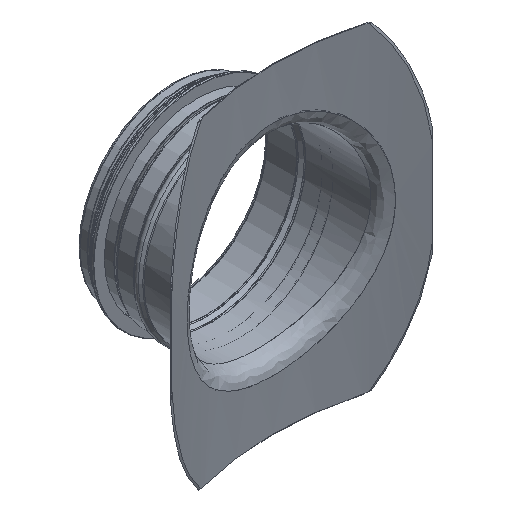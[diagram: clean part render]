
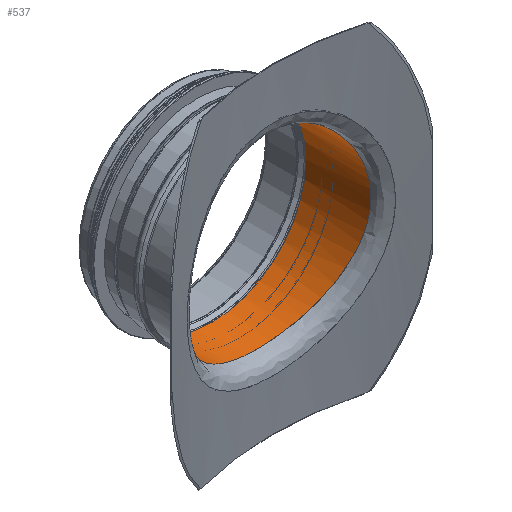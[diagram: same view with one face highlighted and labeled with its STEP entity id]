
A CAD part, isometric view. The second image highlights one B-rep face of the part: STEP entity #537.
In plain terms, the highlighted cylindrical face has radius 61.025 mm (diameter 122.05 mm), a full revolution.
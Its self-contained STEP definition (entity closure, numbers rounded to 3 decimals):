
#266=CARTESIAN_POINT('',(-61.025,195.923,0.0));
#267=VERTEX_POINT('',#266);
#275=CARTESIAN_POINT('',(-61.025,195.923,0.));
#276=CARTESIAN_POINT('',(-61.025,195.923,4.599));
#277=CARTESIAN_POINT('',(-59.977,196.372,13.797));
#278=CARTESIAN_POINT('',(-53.861,198.839,31.158));
#279=CARTESIAN_POINT('',(-41.321,203.167,46.837));
#280=CARTESIAN_POINT('',(-22.771,207.037,57.605));
#281=CARTESIAN_POINT('',(-4.676,208.707,61.786));
#282=CARTESIAN_POINT('',(13.903,208.131,60.374));
#283=CARTESIAN_POINT('',(31.084,205.524,53.568));
#284=CARTESIAN_POINT('',(45.389,201.776,42.128));
#285=CARTESIAN_POINT('',(54.013,198.736,29.52));
#286=CARTESIAN_POINT('',(59.624,196.528,15.325));
#287=CARTESIAN_POINT('',(61.492,195.722,3.069));
#288=CARTESIAN_POINT('',(60.329,196.219,-12.27));
#289=CARTESIAN_POINT('',(56.662,197.738,-24.055));
#290=CARTESIAN_POINT('',(50.563,199.951,-34.566));
#291=CARTESIAN_POINT('',(43.003,202.402,-44.035));
#292=CARTESIAN_POINT('',(31.083,205.523,-53.57));
#293=CARTESIAN_POINT('',(13.902,208.133,-60.375));
#294=CARTESIAN_POINT('',(-4.677,208.706,-61.785));
#295=CARTESIAN_POINT('',(-22.773,207.038,-57.604));
#296=CARTESIAN_POINT('',(-41.322,203.166,-46.836));
#297=CARTESIAN_POINT('',(-53.862,198.839,-31.157));
#298=CARTESIAN_POINT('',(-59.977,196.372,-13.796));
#299=CARTESIAN_POINT('',(-61.025,195.923,-4.599));
#300=CARTESIAN_POINT('',(-61.025,195.923,0.));
#301=B_SPLINE_CURVE_WITH_KNOTS('',3,(#275,#276,#277,#278,#279,#280,#281,#282,#283,#284,#285,#286,#287,#288,#289,#290,#291,#292,#293,#294,#295,#296,#297,#298,#299,#300),.UNSPECIFIED.,.T.,.U.,(4,1,1,1,1,1,1,1,1,1,1,1,1,1,1,1,1,1,1,1,1,1,1,4),(0.0,1.323,2.646,5.291,7.055,8.819,10.583,12.347,14.111,15.874,16.756,18.52,19.402,21.166,22.048,22.93,24.694,26.457,28.221,29.985,31.749,34.395,35.718,37.04),.UNSPECIFIED.);
#302=EDGE_CURVE('',#267,#267,#301,.T.);
#518=CARTESIAN_POINT('',(0.,232.95,0.0));
#519=DIRECTION('',(0.,1.0,0.0));
#520=DIRECTION('',(-1.0,0.0,0.0));
#521=AXIS2_PLACEMENT_3D('',#518,#519,#520);
#522=CYLINDRICAL_SURFACE('',#521,61.025);
#523=CARTESIAN_POINT('',(-61.025,238.2,0.0));
#524=VERTEX_POINT('',#523);
#525=CARTESIAN_POINT('',(0.,238.2,0.0));
#526=DIRECTION('',(0.0,1.0,0.0));
#527=DIRECTION('',(-1.0,0.0,0.0));
#528=AXIS2_PLACEMENT_3D('',#525,#526,#527);
#529=CIRCLE('',#528,61.025);
#530=EDGE_CURVE('',#524,#524,#529,.T.);
#531=ORIENTED_EDGE('',*,*,#530,.T.);
#532=EDGE_LOOP('',(#531));
#533=FACE_OUTER_BOUND('',#532,.T.);
#534=ORIENTED_EDGE('',*,*,#302,.F.);
#535=EDGE_LOOP('',(#534));
#536=FACE_BOUND('',#535,.T.);
#537=ADVANCED_FACE('',(#533,#536),#522,.F.);
